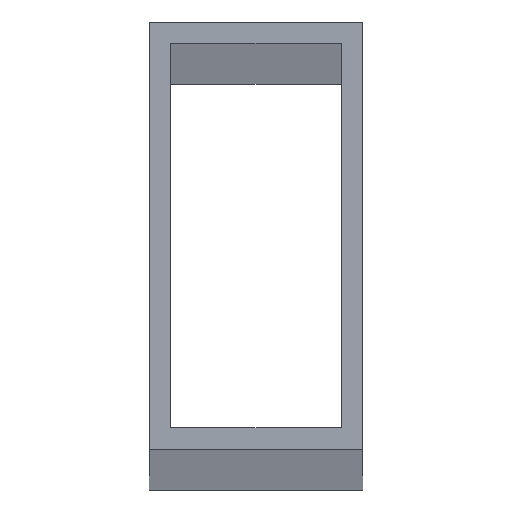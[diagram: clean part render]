
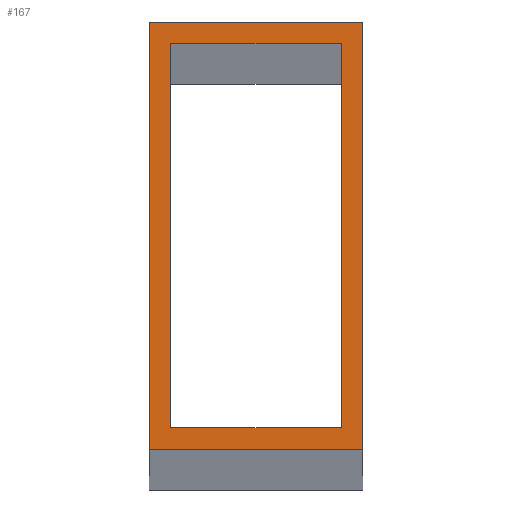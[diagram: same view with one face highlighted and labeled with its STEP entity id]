
A CAD part, top view. The second image highlights one B-rep face of the part: STEP entity #167.
In plain terms, the highlighted planar face has unit normal (0, 0, 1).
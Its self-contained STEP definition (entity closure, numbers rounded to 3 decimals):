
#4 = ORIENTED_EDGE ( 'NONE', *, *, #194, .T. ) ;
#12 = EDGE_CURVE ( 'NONE', #168, #195, #187, .T. ) ;
#16 = AXIS2_PLACEMENT_3D ( 'NONE', #71, #178, #100 ) ;
#21 = LINE ( 'NONE', #305, #186 ) ;
#22 = CARTESIAN_POINT ( 'NONE',  ( 4., -9., 550. ) ) ;
#26 = DIRECTION ( 'NONE',  ( 1., 0., 0. ) ) ;
#35 = VECTOR ( 'NONE', #159, 1000. ) ;
#38 = ORIENTED_EDGE ( 'NONE', *, *, #139, .T. ) ;
#40 = CARTESIAN_POINT ( 'NONE',  ( -4., 9., 550. ) ) ;
#43 = CARTESIAN_POINT ( 'NONE',  ( 4., 9., 550. ) ) ;
#53 = CARTESIAN_POINT ( 'NONE',  ( -5., 10., 550. ) ) ;
#61 = VECTOR ( 'NONE', #230, 1000. ) ;
#62 = VERTEX_POINT ( 'NONE', #43 ) ;
#71 = CARTESIAN_POINT ( 'NONE',  ( 0., 0., 550. ) ) ;
#74 = FACE_OUTER_BOUND ( 'NONE', #285, .T. ) ;
#77 = VECTOR ( 'NONE', #26, 1000. ) ;
#81 = ORIENTED_EDGE ( 'NONE', *, *, #263, .T. ) ;
#89 = VERTEX_POINT ( 'NONE', #225 ) ;
#91 = CARTESIAN_POINT ( 'NONE',  ( -5., -10., 550. ) ) ;
#100 = DIRECTION ( 'NONE',  ( 1., 0., 0. ) ) ;
#119 = EDGE_LOOP ( 'NONE', ( #136, #292, #270, #298 ) ) ;
#133 = CARTESIAN_POINT ( 'NONE',  ( 5., 10., 550. ) ) ;
#134 = VERTEX_POINT ( 'NONE', #91 ) ;
#136 = ORIENTED_EDGE ( 'NONE', *, *, #320, .F. ) ;
#139 = EDGE_CURVE ( 'NONE', #134, #232, #21, .T. ) ;
#141 = VECTOR ( 'NONE', #246, 1000. ) ;
#142 = EDGE_CURVE ( 'NONE', #262, #62, #251, .T. ) ;
#154 = LINE ( 'NONE', #202, #322 ) ;
#157 = VECTOR ( 'NONE', #228, 1000. ) ;
#159 = DIRECTION ( 'NONE',  ( 0., -1., 0. ) ) ;
#160 = CARTESIAN_POINT ( 'NONE',  ( 4., 9., 550. ) ) ;
#167 = ADVANCED_FACE ( 'NONE', ( #74, #175 ), #288, .T. ) ;
#168 = VERTEX_POINT ( 'NONE', #133 ) ;
#169 = VERTEX_POINT ( 'NONE', #276 ) ;
#175 = FACE_BOUND ( 'NONE', #119, .T. ) ;
#177 = CARTESIAN_POINT ( 'NONE',  ( -4., 9., 550. ) ) ;
#178 = DIRECTION ( 'NONE',  ( 0., 0., 1. ) ) ;
#186 = VECTOR ( 'NONE', #279, 1000. ) ;
#187 = LINE ( 'NONE', #53, #157 ) ;
#194 = EDGE_CURVE ( 'NONE', #195, #134, #154, .T. ) ;
#195 = VERTEX_POINT ( 'NONE', #256 ) ;
#199 = CARTESIAN_POINT ( 'NONE',  ( -4., -9., 550. ) ) ;
#202 = CARTESIAN_POINT ( 'NONE',  ( -5., 10., 550. ) ) ;
#206 = CARTESIAN_POINT ( 'NONE',  ( 5., -10., 550. ) ) ;
#225 = CARTESIAN_POINT ( 'NONE',  ( -4., 9., 550. ) ) ;
#228 = DIRECTION ( 'NONE',  ( -1., 0., 0. ) ) ;
#230 = DIRECTION ( 'NONE',  ( 0., 1., 0. ) ) ;
#232 = VERTEX_POINT ( 'NONE', #206 ) ;
#235 = DIRECTION ( 'NONE',  ( 0., 1., 0. ) ) ;
#242 = EDGE_CURVE ( 'NONE', #89, #169, #299, .T. ) ;
#246 = DIRECTION ( 'NONE',  ( -1., 0., 0. ) ) ;
#248 = LINE ( 'NONE', #199, #77 ) ;
#251 = LINE ( 'NONE', #160, #267 ) ;
#255 = CARTESIAN_POINT ( 'NONE',  ( 5., 10., 550. ) ) ;
#256 = CARTESIAN_POINT ( 'NONE',  ( -5., 10., 550. ) ) ;
#259 = LINE ( 'NONE', #255, #61 ) ;
#262 = VERTEX_POINT ( 'NONE', #22 ) ;
#263 = EDGE_CURVE ( 'NONE', #232, #168, #259, .T. ) ;
#267 = VECTOR ( 'NONE', #235, 1000. ) ;
#270 = ORIENTED_EDGE ( 'NONE', *, *, #277, .F. ) ;
#272 = LINE ( 'NONE', #40, #141 ) ;
#276 = CARTESIAN_POINT ( 'NONE',  ( -4., -9., 550. ) ) ;
#277 = EDGE_CURVE ( 'NONE', #169, #262, #248, .T. ) ;
#279 = DIRECTION ( 'NONE',  ( 1., 0., 0. ) ) ;
#285 = EDGE_LOOP ( 'NONE', ( #81, #295, #4, #38 ) ) ;
#288 = PLANE ( 'NONE',  #16 ) ;
#292 = ORIENTED_EDGE ( 'NONE', *, *, #142, .F. ) ;
#295 = ORIENTED_EDGE ( 'NONE', *, *, #12, .T. ) ;
#298 = ORIENTED_EDGE ( 'NONE', *, *, #242, .F. ) ;
#299 = LINE ( 'NONE', #177, #35 ) ;
#303 = DIRECTION ( 'NONE',  ( 0., -1., 0. ) ) ;
#305 = CARTESIAN_POINT ( 'NONE',  ( -5., -10., 550. ) ) ;
#320 = EDGE_CURVE ( 'NONE', #62, #89, #272, .T. ) ;
#322 = VECTOR ( 'NONE', #303, 1000. ) ;
